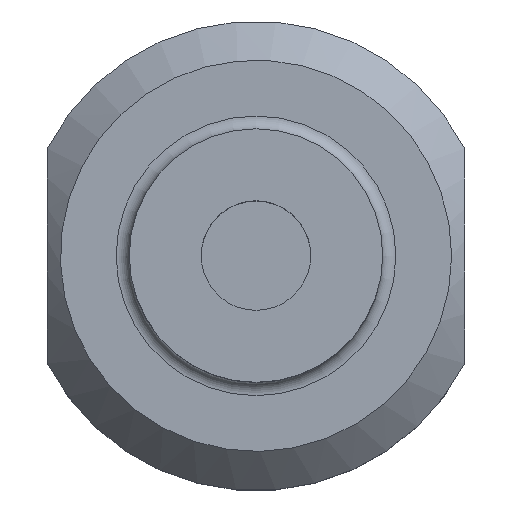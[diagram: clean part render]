
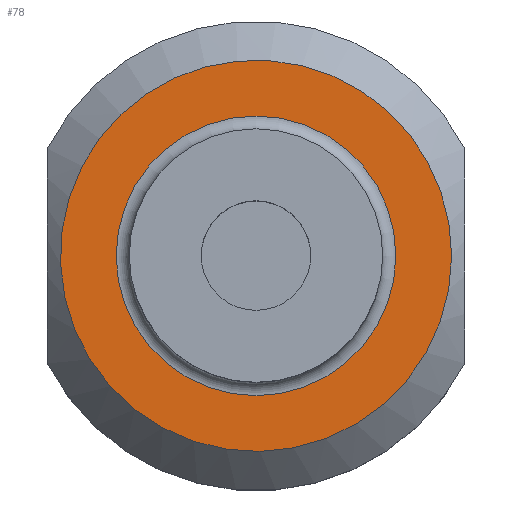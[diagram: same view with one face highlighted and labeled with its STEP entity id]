
A CAD part, top view. The second image highlights one B-rep face of the part: STEP entity #78.
In plain terms, the highlighted planar face has unit normal (0, 0, 1).
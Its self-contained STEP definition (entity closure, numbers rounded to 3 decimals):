
#78 = ADVANCED_FACE( '', ( #99, #100 ), #101, .T. );
#99 = FACE_OUTER_BOUND( '', #147, .T. );
#100 = FACE_BOUND( '', #148, .T. );
#101 = PLANE( '', #149 );
#147 = EDGE_LOOP( '', ( #200 ) );
#148 = EDGE_LOOP( '', ( #201 ) );
#149 = AXIS2_PLACEMENT_3D( '', #202, #203, #204 );
#200 = ORIENTED_EDGE( '', *, *, #299, .T. );
#201 = ORIENTED_EDGE( '', *, *, #300, .F. );
#202 = CARTESIAN_POINT( '', ( 5.36, 0., 5.5 ) );
#203 = DIRECTION( '', ( 0., 0., 1. ) );
#204 = DIRECTION( '', ( 1., 0., 0. ) );
#299 = EDGE_CURVE( '', #327, #327, #328, .T. );
#300 = EDGE_CURVE( '', #329, #329, #330, .T. );
#327 = VERTEX_POINT( '', #373 );
#328 = CIRCLE( '', #374, 7.5 );
#329 = VERTEX_POINT( '', #375 );
#330 = CIRCLE( '', #376, 5.36 );
#373 = CARTESIAN_POINT( '', ( 7.5, 0., 5.5 ) );
#374 = AXIS2_PLACEMENT_3D( '', #451, #452, #453 );
#375 = CARTESIAN_POINT( '', ( 5.36, 0., 5.5 ) );
#376 = AXIS2_PLACEMENT_3D( '', #454, #455, #456 );
#451 = CARTESIAN_POINT( '', ( 0., 0., 5.5 ) );
#452 = DIRECTION( '', ( 0., 0., 1. ) );
#453 = DIRECTION( '', ( 1., 0., 0. ) );
#454 = CARTESIAN_POINT( '', ( 0., 0., 5.5 ) );
#455 = DIRECTION( '', ( 0., 0., 1. ) );
#456 = DIRECTION( '', ( 1., 0., 0. ) );
